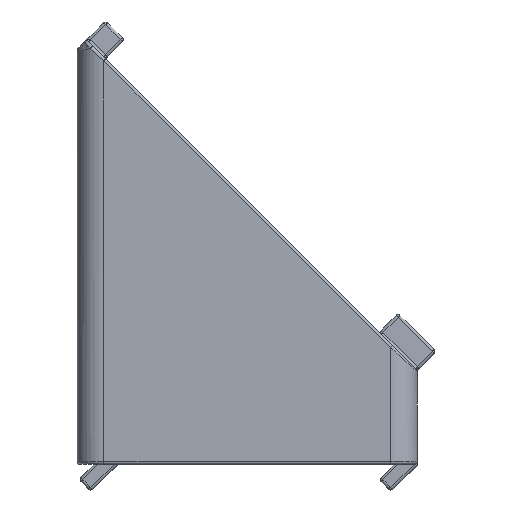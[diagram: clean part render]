
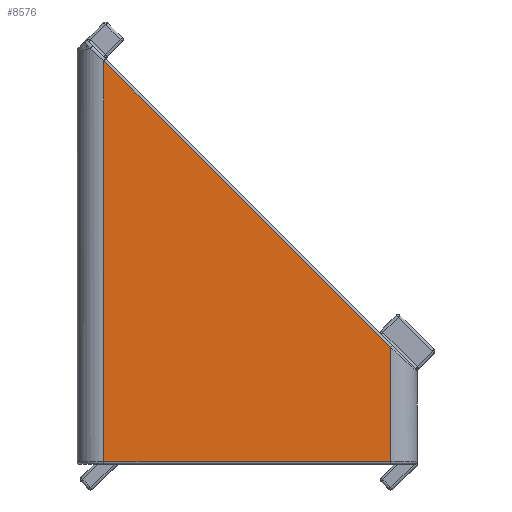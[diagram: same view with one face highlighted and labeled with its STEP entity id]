
A CAD part, left-side view. The second image highlights one B-rep face of the part: STEP entity #8576.
In plain terms, the highlighted planar face has unit normal (-1, 0, 0).
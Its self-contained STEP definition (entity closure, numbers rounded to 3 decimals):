
#459 = CARTESIAN_POINT ( 'NONE',  ( -12.7, 10.7, 32.4 ) ) ;
#994 = CARTESIAN_POINT ( 'NONE',  ( -12.7, 10.7, 0.2 ) ) ;
#1232 = FACE_OUTER_BOUND ( 'NONE', #8126, .T. ) ;
#1360 = VERTEX_POINT ( 'NONE', #9311 ) ;
#1401 = VERTEX_POINT ( 'NONE', #11431 ) ;
#1754 = ORIENTED_EDGE ( 'NONE', *, *, #2525, .F. ) ;
#1760 = VERTEX_POINT ( 'NONE', #11416 ) ;
#1866 = ORIENTED_EDGE ( 'NONE', *, *, #5708, .T. ) ;
#2251 = CARTESIAN_POINT ( 'NONE',  ( -12.7, -10.7, 0.2 ) ) ;
#2381 = DIRECTION ( 'NONE',  ( 0., 0.707, 0.707 ) ) ;
#2492 = LINE ( 'NONE', #8832, #5401 ) ;
#2525 = EDGE_CURVE ( 'NONE', #1760, #6145, #2492, .T. ) ;
#3772 = VECTOR ( 'NONE', #2381, 1000. ) ;
#4868 = VECTOR ( 'NONE', #7166, 1000. ) ;
#4916 = EDGE_CURVE ( 'NONE', #1360, #1401, #6575, .T. ) ;
#5401 = VECTOR ( 'NONE', #8723, 1000. ) ;
#5708 = EDGE_CURVE ( 'NONE', #1760, #1360, #7903, .T. ) ;
#5734 = DIRECTION ( 'NONE',  ( 1., 0., 0. ) ) ;
#5849 = DIRECTION ( 'NONE',  ( 0., 1., 0. ) ) ;
#6145 = VERTEX_POINT ( 'NONE', #2251 ) ;
#6185 = CARTESIAN_POINT ( 'NONE',  ( -12.7, 11.841, 31.259 ) ) ;
#6575 = LINE ( 'NONE', #7466, #7892 ) ;
#7166 = DIRECTION ( 'NONE',  ( 0., -1., 0. ) ) ;
#7466 = CARTESIAN_POINT ( 'NONE',  ( -12.7, 10.7, 32.4 ) ) ;
#7684 = PLANE ( 'NONE',  #8752 ) ;
#7892 = VECTOR ( 'NONE', #10887, 1000. ) ;
#7903 = LINE ( 'NONE', #6185, #3772 ) ;
#8126 = EDGE_LOOP ( 'NONE', ( #9713, #8628, #1754, #1866 ) ) ;
#8576 = ADVANCED_FACE ( 'NONE', ( #1232 ), #7684, .F. ) ;
#8628 = ORIENTED_EDGE ( 'NONE', *, *, #9623, .T. ) ;
#8723 = DIRECTION ( 'NONE',  ( 0., 0., -1. ) ) ;
#8752 = AXIS2_PLACEMENT_3D ( 'NONE', #459, #5734, #5849 ) ;
#8832 = CARTESIAN_POINT ( 'NONE',  ( -12.7, -10.7, 32.4 ) ) ;
#9311 = CARTESIAN_POINT ( 'NONE',  ( -12.7, 10.7, 30.117 ) ) ;
#9623 = EDGE_CURVE ( 'NONE', #1401, #6145, #10760, .T. ) ;
#9713 = ORIENTED_EDGE ( 'NONE', *, *, #4916, .T. ) ;
#10760 = LINE ( 'NONE', #994, #4868 ) ;
#10887 = DIRECTION ( 'NONE',  ( 0., 0., -1. ) ) ;
#11416 = CARTESIAN_POINT ( 'NONE',  ( -12.7, -10.7, 8.717 ) ) ;
#11431 = CARTESIAN_POINT ( 'NONE',  ( -12.7, 10.7, 0.2 ) ) ;
